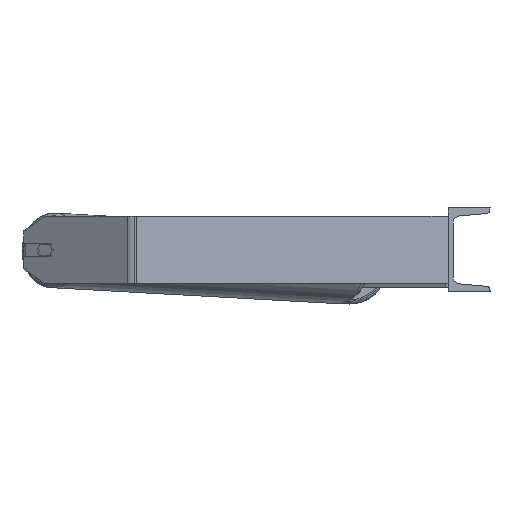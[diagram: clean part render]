
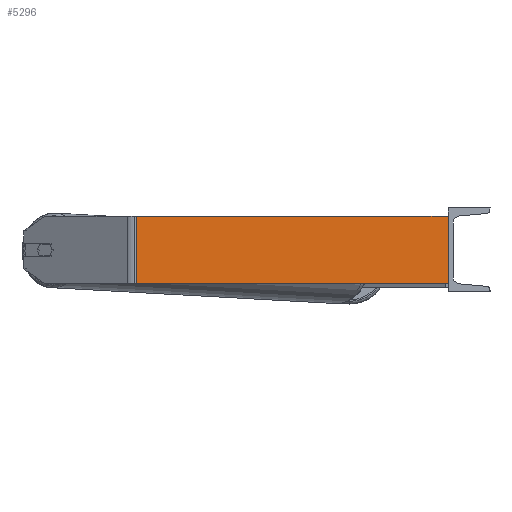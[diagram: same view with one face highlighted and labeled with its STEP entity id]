
A CAD part, left-side view. The second image highlights one B-rep face of the part: STEP entity #5296.
In plain terms, the highlighted planar face has unit normal (-0.996, -0.087, 0).
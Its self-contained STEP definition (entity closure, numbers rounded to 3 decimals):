
#224 = PLANE ( 'NONE',  #7442 ) ;
#388 = EDGE_CURVE ( 'NONE', #7549, #8064, #2299, .T. ) ;
#829 = VECTOR ( 'NONE', #2213, 1000. ) ;
#844 = CARTESIAN_POINT ( 'NONE',  ( -918.029, 377.527, 40. ) ) ;
#915 = DIRECTION ( 'NONE',  ( -0.087, 0.996, 0. ) ) ;
#1221 = CARTESIAN_POINT ( 'NONE',  ( -885., 0., 40. ) ) ;
#1256 = CARTESIAN_POINT ( 'NONE',  ( -917.522, 371.726, 40. ) ) ;
#1257 = EDGE_CURVE ( 'NONE', #7549, #8310, #7913, .T. ) ;
#2213 = DIRECTION ( 'NONE',  ( 0.087, -0.996, 0. ) ) ;
#2299 = LINE ( 'NONE', #8043, #3926 ) ;
#2643 = EDGE_CURVE ( 'NONE', #8310, #8286, #7388, .T. ) ;
#2679 = ORIENTED_EDGE ( 'NONE', *, *, #5253, .T. ) ;
#2743 = EDGE_LOOP ( 'NONE', ( #2679, #5830, #5651, #5304 ) ) ;
#3359 = DIRECTION ( 'NONE',  ( 0., 0., -1. ) ) ;
#3926 = VECTOR ( 'NONE', #7297, 1000. ) ;
#5037 = CARTESIAN_POINT ( 'NONE',  ( -885., 0., -40. ) ) ;
#5128 = CARTESIAN_POINT ( 'NONE',  ( -918.029, 377.527, -40. ) ) ;
#5253 = EDGE_CURVE ( 'NONE', #8064, #8286, #7808, .T. ) ;
#5296 = ADVANCED_FACE ( 'NONE', ( #7944 ), #224, .F. ) ;
#5304 = ORIENTED_EDGE ( 'NONE', *, *, #388, .T. ) ;
#5651 = ORIENTED_EDGE ( 'NONE', *, *, #1257, .F. ) ;
#5713 = DIRECTION ( 'NONE',  ( 0.087, -0.996, 0. ) ) ;
#5752 = CARTESIAN_POINT ( 'NONE',  ( -918.029, 377.527, 40. ) ) ;
#5830 = ORIENTED_EDGE ( 'NONE', *, *, #2643, .F. ) ;
#6597 = VECTOR ( 'NONE', #3359, 1000. ) ;
#7297 = DIRECTION ( 'NONE',  ( 0., 0., -1. ) ) ;
#7388 = LINE ( 'NONE', #1221, #6597 ) ;
#7430 = CARTESIAN_POINT ( 'NONE',  ( -917.522, 371.726, -40. ) ) ;
#7442 = AXIS2_PLACEMENT_3D ( 'NONE', #5752, #8596, #915 ) ;
#7549 = VERTEX_POINT ( 'NONE', #1256 ) ;
#7582 = VECTOR ( 'NONE', #5713, 1000. ) ;
#7808 = LINE ( 'NONE', #5128, #7582 ) ;
#7843 = CARTESIAN_POINT ( 'NONE',  ( -885., 0., 40. ) ) ;
#7913 = LINE ( 'NONE', #844, #829 ) ;
#7944 = FACE_OUTER_BOUND ( 'NONE', #2743, .T. ) ;
#8043 = CARTESIAN_POINT ( 'NONE',  ( -917.522, 371.726, 40. ) ) ;
#8064 = VERTEX_POINT ( 'NONE', #7430 ) ;
#8286 = VERTEX_POINT ( 'NONE', #5037 ) ;
#8310 = VERTEX_POINT ( 'NONE', #7843 ) ;
#8596 = DIRECTION ( 'NONE',  ( 0.996, 0.087, 0. ) ) ;
